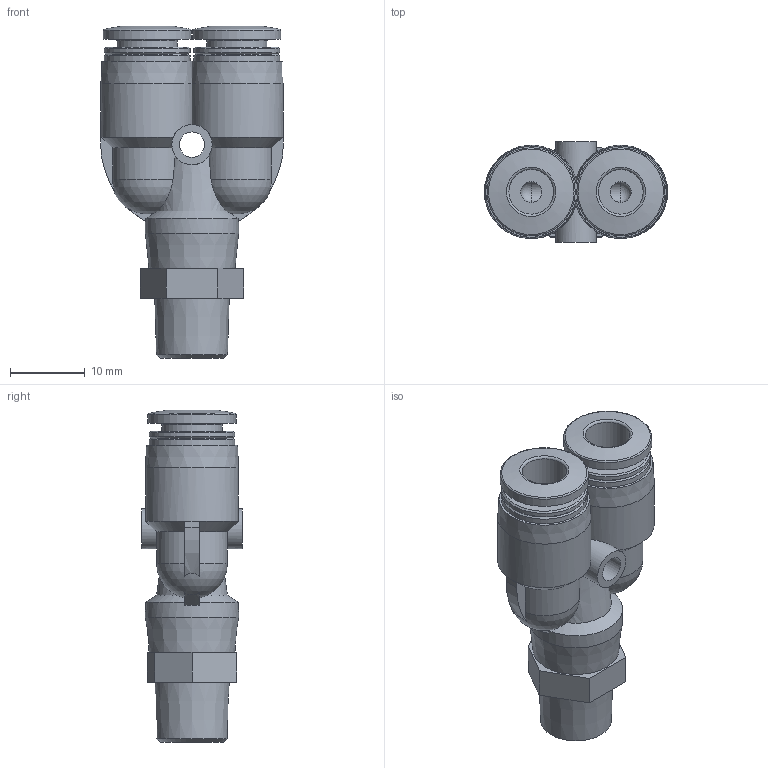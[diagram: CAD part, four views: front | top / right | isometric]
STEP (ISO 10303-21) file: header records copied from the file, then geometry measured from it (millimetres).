
FILE_DESCRIPTION(/* description */ ('STEP AP214'),/* implementation_level */ '2;1');
FILE_NAME(/* name */ '133083_NPQP-Y-R18-Q6-FD-P10',/* time_stamp */ '2024-09-13T08:22:19+02:00',/* author */ ('License CC BY-ND 4.0'),/* organization */ ('CADENAS'),/* preprocessor_version */ 'ST-DEVELOPER v19.3',/* originating_system */ 'PARTsolutions',/* authorisation */ ' ');
FILE_SCHEMA (('AUTOMOTIVE_DESIGN {1 0 10303 214 3 1 1}'));
Length unit declared in the file: millimetre
Products named in the file (1): 133083 NPQP-Y-R18-Q6-FD-P10
Bounding box: 24.5 x 13.5 x 44.5 mm (x, y, z)
Volume: 5722.8 mm3; surface area: 4172 mm2
Topology: 1 solids, 1 shells, 93 faces, 227 edges, 141 vertices
Faces by surface type: plane 33, cylinder 28, cone 22, torus 6, sphere 4
Full cylindrical faces by diameter (mm): 2.8 x4, 3.4 x1, 5.4 x2, 6 x2, 8.1 x2, 11.5 x4, 11.8 x2, 12.5 x1
Entity records: 2547 total; most frequent: CARTESIAN_POINT 553, DIRECTION 415, ORIENTED_EDGE 356, AXIS2_PLACEMENT_3D 185, EDGE_CURVE 178, EDGE_LOOP 143, FACE_BOUND 143, VERTEX_POINT 131
